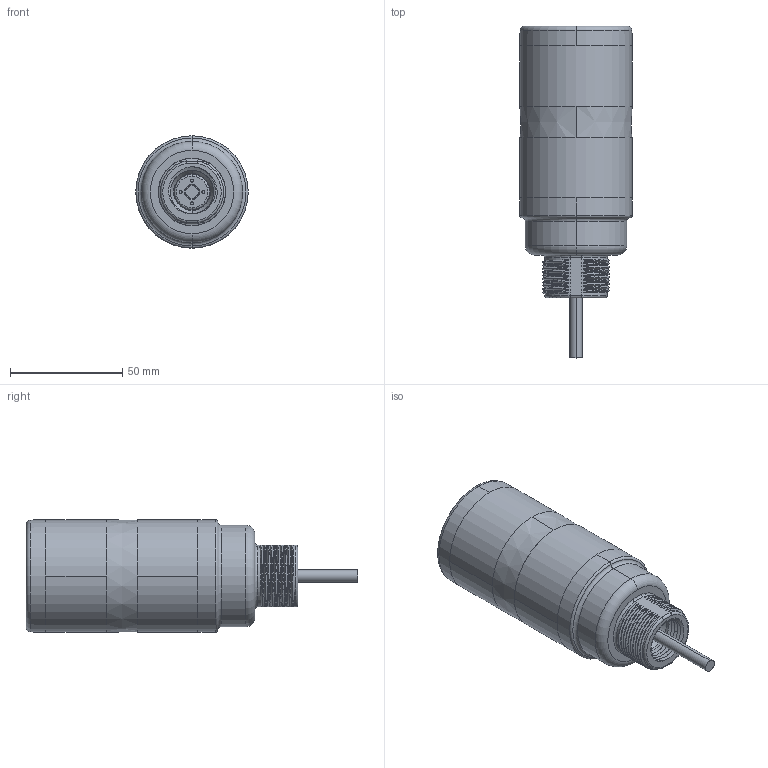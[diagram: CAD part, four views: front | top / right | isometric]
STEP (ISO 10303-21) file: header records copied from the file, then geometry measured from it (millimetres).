
FILE_DESCRIPTION((''),'2;1');
FILE_NAME('145181_SM01_ASM','2025-06-06T10:23:11',('banengservice'),('BANNER ENGINEERING'),'CREO PARAMETRIC BY PTC INC, 2022414','CREO PARAMETRIC BY PTC INC, 2022414','');
FILE_SCHEMA(('CONFIG_CONTROL_DESIGN'));
Length unit declared in the file: millimetre
Products named in the file (2): 145181_EP01; 145181_SM01_ASM
Assembly tree (1 placements, depth 2):
  145181_SM01_ASM
    145181_EP01
Bounding box: 50 x 147.6 x 50 mm (x, y, z)
Volume: 201956.9 mm3; surface area: 23557.5 mm2
Topology: 1 solids, 1 shells, 166 faces, 432 edges, 278 vertices
Faces by surface type: bspline 70, cylinder 59, plane 15, torus 14, cone 8
Entity records: 12285 total; most frequent: CARTESIAN_POINT 8691, ORIENTED_EDGE 864, DIRECTION 513, EDGE_CURVE 432, VERTEX_POINT 278, B_SPLINE_CURVE_WITH_KNOTS 203, AXIS2_PLACEMENT_3D 185, EDGE_LOOP 176
